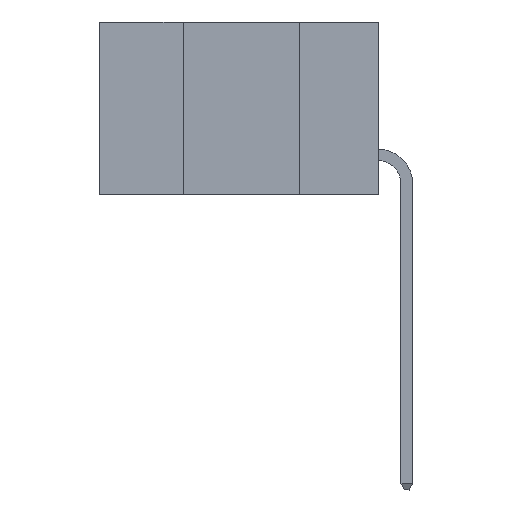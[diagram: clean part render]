
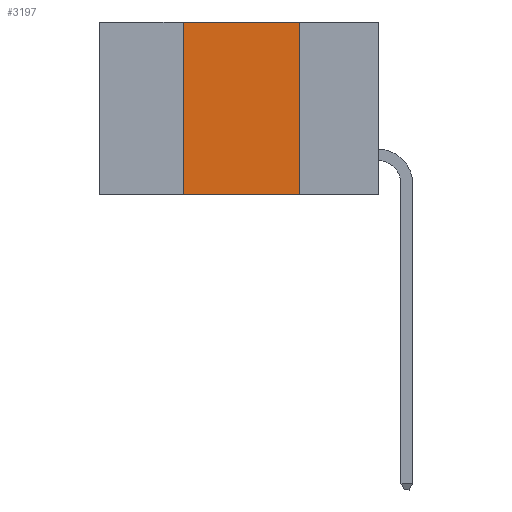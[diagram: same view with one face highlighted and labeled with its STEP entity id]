
A CAD part, left-side view. The second image highlights one B-rep face of the part: STEP entity #3197.
In plain terms, the highlighted planar face has unit normal (-1, 0, 0).
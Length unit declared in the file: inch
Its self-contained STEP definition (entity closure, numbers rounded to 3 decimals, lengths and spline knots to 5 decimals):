
#711 = CARTESIAN_POINT ( 'NONE',  ( 0., 0.17, -0.37 ) ) ;
#887 = CARTESIAN_POINT ( 'NONE',  ( 0., 0.42, -0.37 ) ) ;
#1350 = CARTESIAN_POINT ( 'NONE',  ( 0., 0.6, -0.37 ) ) ;
#1373 = CARTESIAN_POINT ( 'NONE',  ( 0., 0.6, 0. ) ) ;
#1711 = VERTEX_POINT ( 'NONE', #4518 ) ;
#2443 = DIRECTION ( 'NONE',  ( 0., 0., 1. ) ) ;
#3197 = ADVANCED_FACE ( 'NONE', ( #8103 ), #3367, .F. ) ;
#3367 = PLANE ( 'NONE',  #7494 ) ;
#3436 = EDGE_CURVE ( 'NONE', #1711, #6026, #6258, .T. ) ;
#4129 = VERTEX_POINT ( 'NONE', #9910 ) ;
#4518 = CARTESIAN_POINT ( 'NONE',  ( 0., 0.17, 0. ) ) ;
#4879 = ORIENTED_EDGE ( 'NONE', *, *, #7699, .T. ) ;
#5127 = ORIENTED_EDGE ( 'NONE', *, *, #9135, .F. ) ;
#5245 = ORIENTED_EDGE ( 'NONE', *, *, #5592, .F. ) ;
#5327 = DIRECTION ( 'NONE',  ( 0., -1., 0. ) ) ;
#5354 = LINE ( 'NONE', #7684, #9299 ) ;
#5592 = EDGE_CURVE ( 'NONE', #4129, #1711, #9079, .T. ) ;
#5762 = DIRECTION ( 'NONE',  ( 1., 0., 0. ) ) ;
#6026 = VERTEX_POINT ( 'NONE', #711 ) ;
#6074 = VERTEX_POINT ( 'NONE', #887 ) ;
#6258 = LINE ( 'NONE', #9371, #8468 ) ;
#6613 = VECTOR ( 'NONE', #9829, 39.37008 ) ;
#7060 = DIRECTION ( 'NONE',  ( 0., 0., -1. ) ) ;
#7325 = DIRECTION ( 'NONE',  ( 0., 0., -1. ) ) ;
#7494 = AXIS2_PLACEMENT_3D ( 'NONE', #9533, #5762, #7325 ) ;
#7581 = LINE ( 'NONE', #1350, #6613 ) ;
#7684 = CARTESIAN_POINT ( 'NONE',  ( 0., 0.42, -0.37 ) ) ;
#7699 = EDGE_CURVE ( 'NONE', #6074, #6026, #7581, .T. ) ;
#7862 = VECTOR ( 'NONE', #5327, 39.37008 ) ;
#7905 = EDGE_LOOP ( 'NONE', ( #8159, #5245, #5127, #4879 ) ) ;
#8103 = FACE_OUTER_BOUND ( 'NONE', #7905, .T. ) ;
#8159 = ORIENTED_EDGE ( 'NONE', *, *, #3436, .F. ) ;
#8468 = VECTOR ( 'NONE', #7060, 39.37008 ) ;
#9079 = LINE ( 'NONE', #1373, #7862 ) ;
#9135 = EDGE_CURVE ( 'NONE', #6074, #4129, #5354, .T. ) ;
#9299 = VECTOR ( 'NONE', #2443, 39.37008 ) ;
#9371 = CARTESIAN_POINT ( 'NONE',  ( 0., 0.17, -0.37 ) ) ;
#9533 = CARTESIAN_POINT ( 'NONE',  ( 0., 0.6, 0. ) ) ;
#9829 = DIRECTION ( 'NONE',  ( 0., -1., 0. ) ) ;
#9910 = CARTESIAN_POINT ( 'NONE',  ( 0., 0.42, 0. ) ) ;
